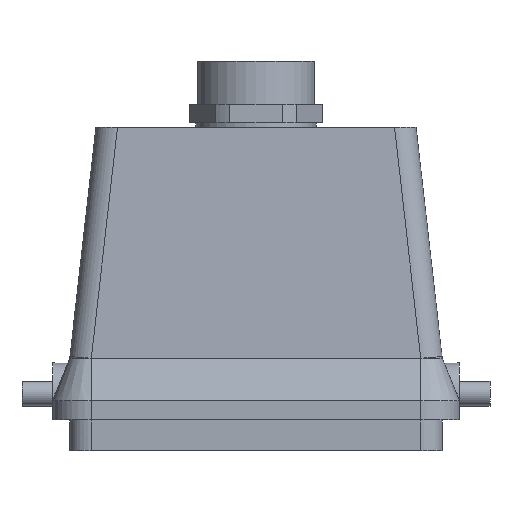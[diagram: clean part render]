
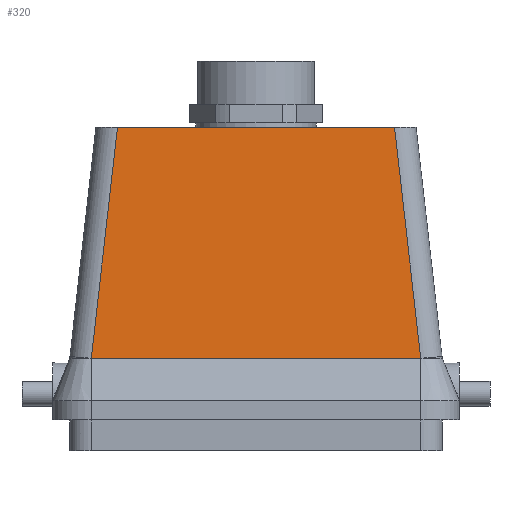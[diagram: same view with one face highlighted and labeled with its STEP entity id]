
A CAD part, front view. The second image highlights one B-rep face of the part: STEP entity #320.
In plain terms, the highlighted planar face has unit normal (0, -0.999, 0.052).
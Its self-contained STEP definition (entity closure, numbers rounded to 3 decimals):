
#320 = ADVANCED_FACE( '', ( #804 ), #805, .T. );
#804 = FACE_OUTER_BOUND( '', #1727, .T. );
#805 = PLANE( '', #1728 );
#1727 = EDGE_LOOP( '', ( #2862, #2863, #2864, #2865 ) );
#1728 = AXIS2_PLACEMENT_3D( '', #2866, #2867, #2868 );
#2862 = ORIENTED_EDGE( '', *, *, #4712, .T. );
#2863 = ORIENTED_EDGE( '', *, *, #4713, .T. );
#2864 = ORIENTED_EDGE( '', *, *, #4714, .F. );
#2865 = ORIENTED_EDGE( '', *, *, #4715, .F. );
#2866 = CARTESIAN_POINT( '', ( -131.932, -39.5, 20. ) );
#2867 = DIRECTION( '', ( 0., -0.999, 0.052 ) );
#2868 = DIRECTION( '', ( 0., 0.052, 0.999 ) );
#4712 = EDGE_CURVE( '', #5616, #5296, #5617, .T. );
#4713 = EDGE_CURVE( '', #5296, #5618, #5619, .T. );
#4714 = EDGE_CURVE( '', #5620, #5618, #5621, .T. );
#4715 = EDGE_CURVE( '', #5616, #5620, #5622, .T. );
#5296 = VERTEX_POINT( '', #6511 );
#5616 = VERTEX_POINT( '', #7163 );
#5617 = LINE( '', #7164, #7165 );
#5618 = VERTEX_POINT( '', #7166 );
#5619 = LINE( '', #7167, #7168 );
#5620 = VERTEX_POINT( '', #7169 );
#5621 = LINE( '', #7170, #7171 );
#5622 = LINE( '', #7172, #7173 );
#6511 = CARTESIAN_POINT( '', ( 53.497, -39.5, 20. ) );
#7163 = CARTESIAN_POINT( '', ( -53.497, -39.5, 20. ) );
#7164 = CARTESIAN_POINT( '', ( -131.932, -39.5, 20. ) );
#7165 = VECTOR( '', #8591, 1000. );
#7166 = CARTESIAN_POINT( '', ( 44.997, -35.569, 95. ) );
#7167 = CARTESIAN_POINT( '', ( 45.085, -35.61, 94.218 ) );
#7168 = VECTOR( '', #8592, 1000. );
#7169 = CARTESIAN_POINT( '', ( -44.997, -35.569, 95. ) );
#7170 = CARTESIAN_POINT( '', ( -131.932, -35.569, 95. ) );
#7171 = VECTOR( '', #8593, 1000. );
#7172 = CARTESIAN_POINT( '', ( -45.085, -35.61, 94.218 ) );
#7173 = VECTOR( '', #8594, 1000. );
#8591 = DIRECTION( '', ( 1., 0., 0. ) );
#8592 = DIRECTION( '', ( -0.112, 0.052, 0.992 ) );
#8593 = DIRECTION( '', ( 1., 0., 0. ) );
#8594 = DIRECTION( '', ( 0.112, 0.052, 0.992 ) );
